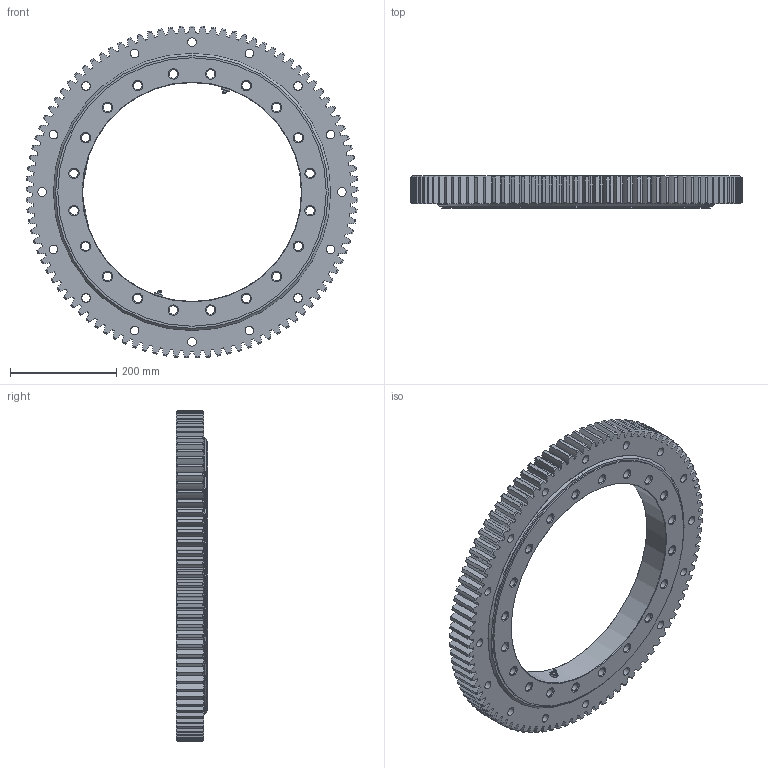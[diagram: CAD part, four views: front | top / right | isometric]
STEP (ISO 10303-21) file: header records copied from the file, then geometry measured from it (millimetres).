
FILE_DESCRIPTION(/* description */ (''),/* implementation_level */ '2;1');
FILE_NAME(/* name */ '30E.0508.25.000.stp',/* time_stamp */ '2025-06-04T13:56:04-04:00',/* author */ ('richard.potesta'),/* organization */ (''),/* preprocessor_version */ 'ST-DEVELOPER v20.1',/* originating_system */ 'Autodesk Inventor 2026',/* authorisation */ '');
FILE_SCHEMA (('AUTOMOTIVE_DESIGN { 1 0 10303 214 3 1 1 }'));
Length unit declared in the file: inch
Products named in the file (4): 30E.0508.25.000; 30E.0508.25.000_1; Spur Gears; HGF-11 Steel
Assembly tree (4 placements, depth 2):
  30E.0508.25.000
    30E.0508.25.000_1
    Spur Gears
    HGF-11 Steel  x2
Bounding box: 626.1 x 60.33 x 626.03 mm (x, y, z)
Volume: 7923686.6 mm3; surface area: 1121517.9 mm2
Topology: 7 solids, 7 shells, 877 faces, 2520 edges, 1664 vertices
Faces by surface type: cylinder 444, cone 258, torus 77, sphere 60, plane 36, bspline 2
Full cylindrical faces by diameter (mm): 1.587 x2, 2.778 x2, 16.307 x36, 28.575 x1, 28.588 x1, 412.75 x1, 498.259 x1, 498.284 x1, 506.222 x2, 508 x2, 509.778 x2, 517.716 x1, 517.741 x1
Entity records: 37381 total; most frequent: CARTESIAN_POINT 14655, ORIENTED_EDGE 4908, DIRECTION 4787, EDGE_CURVE 2454, AXIS2_PLACEMENT_3D 2144, VERTEX_POINT 1623, CIRCLE 1285, EDGE_LOOP 939
